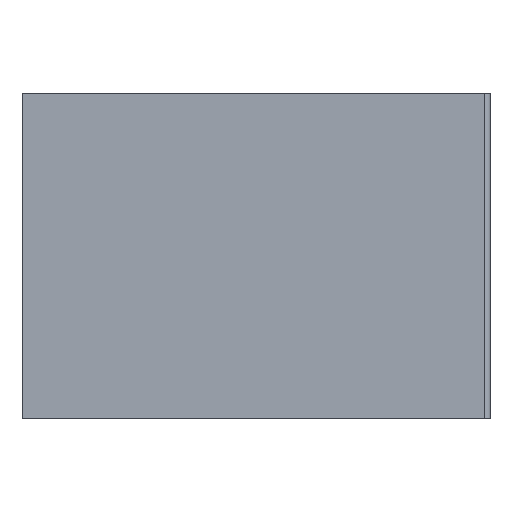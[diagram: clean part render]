
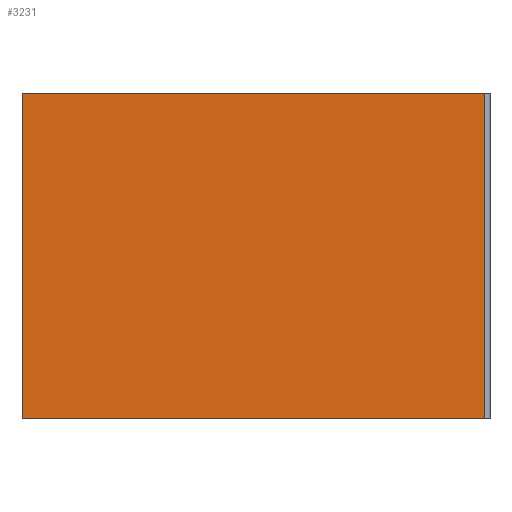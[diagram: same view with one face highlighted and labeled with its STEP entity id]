
A CAD part, left-side view. The second image highlights one B-rep face of the part: STEP entity #3231.
In plain terms, the highlighted planar face has unit normal (-1, 0, 0).
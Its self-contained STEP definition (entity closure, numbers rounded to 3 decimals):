
#107 = CARTESIAN_POINT ( 'NONE',  ( -3.9, 0.12, 3.3 ) ) ;
#250 = LINE ( 'NONE', #2133, #1030 ) ;
#320 = CARTESIAN_POINT ( 'NONE',  ( -3.9, 0.12, 3.3 ) ) ;
#333 = VERTEX_POINT ( 'NONE', #1293 ) ;
#349 = DIRECTION ( 'NONE',  ( 1., 0., 0. ) ) ;
#415 = LINE ( 'NONE', #1177, #738 ) ;
#487 = CARTESIAN_POINT ( 'NONE',  ( -3.9, 9.5, -3.3 ) ) ;
#574 = DIRECTION ( 'NONE',  ( 0., 0., -1. ) ) ;
#694 = VERTEX_POINT ( 'NONE', #1808 ) ;
#738 = VECTOR ( 'NONE', #2743, 1000. ) ;
#938 = LINE ( 'NONE', #320, #3187 ) ;
#1030 = VECTOR ( 'NONE', #1112, 1000. ) ;
#1060 = CARTESIAN_POINT ( 'NONE',  ( -3.9, 0.12, -3.3 ) ) ;
#1112 = DIRECTION ( 'NONE',  ( 0., 0., -1. ) ) ;
#1177 = CARTESIAN_POINT ( 'NONE',  ( -3.9, 0.12, -3.3 ) ) ;
#1245 = AXIS2_PLACEMENT_3D ( 'NONE', #2718, #349, #2952 ) ;
#1293 = CARTESIAN_POINT ( 'NONE',  ( -3.9, 9.5, 3.3 ) ) ;
#1308 = VERTEX_POINT ( 'NONE', #487 ) ;
#1385 = EDGE_CURVE ( 'NONE', #1308, #2727, #415, .T. ) ;
#1391 = EDGE_LOOP ( 'NONE', ( #3314, #3272, #2992, #2094 ) ) ;
#1436 = VECTOR ( 'NONE', #1722, 1000. ) ;
#1722 = DIRECTION ( 'NONE',  ( 0., -1., 0. ) ) ;
#1808 = CARTESIAN_POINT ( 'NONE',  ( -3.9, 0.12, 3.3 ) ) ;
#2094 = ORIENTED_EDGE ( 'NONE', *, *, #3323, .F. ) ;
#2119 = FACE_OUTER_BOUND ( 'NONE', #1391, .T. ) ;
#2133 = CARTESIAN_POINT ( 'NONE',  ( -3.9, 9.5, 3.3 ) ) ;
#2433 = PLANE ( 'NONE',  #1245 ) ;
#2718 = CARTESIAN_POINT ( 'NONE',  ( -3.9, 0.12, 3.3 ) ) ;
#2727 = VERTEX_POINT ( 'NONE', #1060 ) ;
#2743 = DIRECTION ( 'NONE',  ( 0., -1., 0. ) ) ;
#2952 = DIRECTION ( 'NONE',  ( 0., 1., 0. ) ) ;
#2992 = ORIENTED_EDGE ( 'NONE', *, *, #3091, .F. ) ;
#3022 = LINE ( 'NONE', #107, #1436 ) ;
#3091 = EDGE_CURVE ( 'NONE', #694, #2727, #938, .T. ) ;
#3101 = EDGE_CURVE ( 'NONE', #333, #1308, #250, .T. ) ;
#3187 = VECTOR ( 'NONE', #574, 1000. ) ;
#3231 = ADVANCED_FACE ( 'NONE', ( #2119 ), #2433, .F. ) ;
#3272 = ORIENTED_EDGE ( 'NONE', *, *, #1385, .T. ) ;
#3314 = ORIENTED_EDGE ( 'NONE', *, *, #3101, .T. ) ;
#3323 = EDGE_CURVE ( 'NONE', #333, #694, #3022, .T. ) ;
